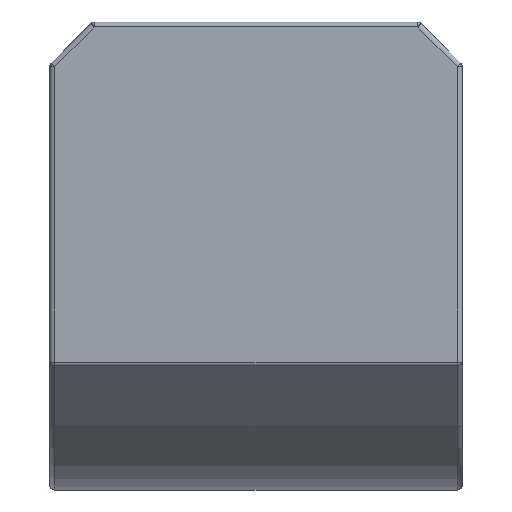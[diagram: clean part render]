
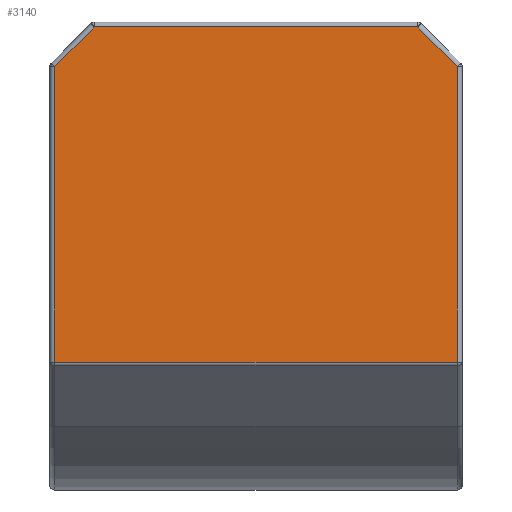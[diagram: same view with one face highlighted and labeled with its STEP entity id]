
A CAD part, top view. The second image highlights one B-rep face of the part: STEP entity #3140.
In plain terms, the highlighted planar face has unit normal (0, 0, 1).
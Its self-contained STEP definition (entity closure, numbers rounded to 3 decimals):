
#1344 = CYLINDRICAL_SURFACE('',#1345,1.);
#1345 = AXIS2_PLACEMENT_3D('',#1346,#1347,#1348);
#1346 = CARTESIAN_POINT('',(40.5,-9.397,42.));
#1347 = DIRECTION('',(0.,1.,0.));
#1348 = DIRECTION('',(0.,0.,-1.));
#1535 = CYLINDRICAL_SURFACE('',#1536,1.);
#1536 = AXIS2_PLACEMENT_3D('',#1537,#1538,#1539);
#1537 = CARTESIAN_POINT('',(33.099,57.401,42.));
#1538 = DIRECTION('',(0.707,-0.707,0.)
  );
#1539 = DIRECTION('',(0.,0.,-1.));
#1650 = CYLINDRICAL_SURFACE('',#1651,1.);
#1651 = AXIS2_PLACEMENT_3D('',#1652,#1653,#1654);
#1652 = CARTESIAN_POINT('',(-40.5,58.,42.));
#1653 = DIRECTION('',(1.,0.,0.));
#1654 = DIRECTION('',(0.,0.,-1.));
#1767 = CYLINDRICAL_SURFACE('',#1768,1.);
#1768 = AXIS2_PLACEMENT_3D('',#1769,#1770,#1771);
#1769 = CARTESIAN_POINT('',(-53.349,37.151,42.));
#1770 = DIRECTION('',(-0.707,-0.707,0.
    ));
#1771 = DIRECTION('',(0.,0.,-1.));
#2044 = CYLINDRICAL_SURFACE('',#2045,1.);
#2045 = AXIS2_PLACEMENT_3D('',#2046,#2047,#2048);
#2046 = CARTESIAN_POINT('',(-40.5,-9.397,42.));
#2047 = DIRECTION('',(0.,1.,0.));
#2048 = DIRECTION('',(0.,0.,-1.));
#2359 = VERTEX_POINT('',#2360);
#2360 = CARTESIAN_POINT('',(40.5,-9.397,43.));
#2387 = EDGE_CURVE('',#2359,#2388,#2390,.T.);
#2388 = VERTEX_POINT('',#2389);
#2389 = CARTESIAN_POINT('',(40.5,50.,43.));
#2390 = SURFACE_CURVE('',#2391,(#2395,#2402),.PCURVE_S1.);
#2391 = LINE('',#2392,#2393);
#2392 = CARTESIAN_POINT('',(40.5,-9.397,43.));
#2393 = VECTOR('',#2394,1.);
#2394 = DIRECTION('',(0.,1.,0.));
#2395 = PCURVE('',#1344,#2396);
#2396 = DEFINITIONAL_REPRESENTATION('',(#2397),#2401);
#2397 = LINE('',#2398,#2399);
#2398 = CARTESIAN_POINT('',(-3.142,0.));
#2399 = VECTOR('',#2400,1.);
#2400 = DIRECTION('',(-0.,1.));
#2401 = ( GEOMETRIC_REPRESENTATION_CONTEXT(2) 
PARAMETRIC_REPRESENTATION_CONTEXT() REPRESENTATION_CONTEXT('2D SPACE',''
  ) );
#2402 = PCURVE('',#2403,#2408);
#2403 = PLANE('',#2404);
#2404 = AXIS2_PLACEMENT_3D('',#2405,#2406,#2407);
#2405 = CARTESIAN_POINT('',(-40.5,-9.397,43.));
#2406 = DIRECTION('',(0.,0.,1.));
#2407 = DIRECTION('',(0.,1.,0.));
#2408 = DEFINITIONAL_REPRESENTATION('',(#2409),#2413);
#2409 = LINE('',#2410,#2411);
#2410 = CARTESIAN_POINT('',(0.,-81.));
#2411 = VECTOR('',#2412,1.);
#2412 = DIRECTION('',(1.,0.));
#2413 = ( GEOMETRIC_REPRESENTATION_CONTEXT(2) 
PARAMETRIC_REPRESENTATION_CONTEXT() REPRESENTATION_CONTEXT('2D SPACE',''
  ) );
#2614 = VERTEX_POINT('',#2615);
#2615 = CARTESIAN_POINT('',(32.5,58.,43.));
#2654 = EDGE_CURVE('',#2614,#2388,#2655,.T.);
#2655 = SURFACE_CURVE('',#2656,(#2660,#2667),.PCURVE_S1.);
#2656 = LINE('',#2657,#2658);
#2657 = CARTESIAN_POINT('',(33.099,57.401,43.));
#2658 = VECTOR('',#2659,1.);
#2659 = DIRECTION('',(0.707,-0.707,0.)
  );
#2660 = PCURVE('',#1535,#2661);
#2661 = DEFINITIONAL_REPRESENTATION('',(#2662),#2666);
#2662 = LINE('',#2663,#2664);
#2663 = CARTESIAN_POINT('',(3.142,0.));
#2664 = VECTOR('',#2665,1.);
#2665 = DIRECTION('',(0.,1.));
#2666 = ( GEOMETRIC_REPRESENTATION_CONTEXT(2) 
PARAMETRIC_REPRESENTATION_CONTEXT() REPRESENTATION_CONTEXT('2D SPACE',''
  ) );
#2667 = PCURVE('',#2403,#2668);
#2668 = DEFINITIONAL_REPRESENTATION('',(#2669),#2673);
#2669 = LINE('',#2670,#2671);
#2670 = CARTESIAN_POINT('',(66.798,-73.599));
#2671 = VECTOR('',#2672,1.);
#2672 = DIRECTION('',(-0.707,-0.707));
#2673 = ( GEOMETRIC_REPRESENTATION_CONTEXT(2) 
PARAMETRIC_REPRESENTATION_CONTEXT() REPRESENTATION_CONTEXT('2D SPACE',''
  ) );
#2708 = VERTEX_POINT('',#2709);
#2709 = CARTESIAN_POINT('',(-32.5,58.,43.));
#2731 = EDGE_CURVE('',#2708,#2614,#2732,.T.);
#2732 = SURFACE_CURVE('',#2733,(#2737,#2744),.PCURVE_S1.);
#2733 = LINE('',#2734,#2735);
#2734 = CARTESIAN_POINT('',(-40.5,58.,43.));
#2735 = VECTOR('',#2736,1.);
#2736 = DIRECTION('',(1.,0.,0.));
#2737 = PCURVE('',#1650,#2738);
#2738 = DEFINITIONAL_REPRESENTATION('',(#2739),#2743);
#2739 = LINE('',#2740,#2741);
#2740 = CARTESIAN_POINT('',(3.142,0.));
#2741 = VECTOR('',#2742,1.);
#2742 = DIRECTION('',(0.,1.));
#2743 = ( GEOMETRIC_REPRESENTATION_CONTEXT(2) 
PARAMETRIC_REPRESENTATION_CONTEXT() REPRESENTATION_CONTEXT('2D SPACE',''
  ) );
#2744 = PCURVE('',#2403,#2745);
#2745 = DEFINITIONAL_REPRESENTATION('',(#2746),#2750);
#2746 = LINE('',#2747,#2748);
#2747 = CARTESIAN_POINT('',(67.397,0.));
#2748 = VECTOR('',#2749,1.);
#2749 = DIRECTION('',(0.,-1.));
#2750 = ( GEOMETRIC_REPRESENTATION_CONTEXT(2) 
PARAMETRIC_REPRESENTATION_CONTEXT() REPRESENTATION_CONTEXT('2D SPACE',''
  ) );
#2802 = EDGE_CURVE('',#2708,#2803,#2805,.T.);
#2803 = VERTEX_POINT('',#2804);
#2804 = CARTESIAN_POINT('',(-40.5,50.,43.));
#2805 = SURFACE_CURVE('',#2806,(#2810,#2817),.PCURVE_S1.);
#2806 = LINE('',#2807,#2808);
#2807 = CARTESIAN_POINT('',(-53.349,37.151,43.));
#2808 = VECTOR('',#2809,1.);
#2809 = DIRECTION('',(-0.707,-0.707,
    0.));
#2810 = PCURVE('',#1767,#2811);
#2811 = DEFINITIONAL_REPRESENTATION('',(#2812),#2816);
#2812 = LINE('',#2813,#2814);
#2813 = CARTESIAN_POINT('',(-3.142,0.));
#2814 = VECTOR('',#2815,1.);
#2815 = DIRECTION('',(-0.,1.));
#2816 = ( GEOMETRIC_REPRESENTATION_CONTEXT(2) 
PARAMETRIC_REPRESENTATION_CONTEXT() REPRESENTATION_CONTEXT('2D SPACE',''
  ) );
#2817 = PCURVE('',#2403,#2818);
#2818 = DEFINITIONAL_REPRESENTATION('',(#2819),#2823);
#2819 = LINE('',#2820,#2821);
#2820 = CARTESIAN_POINT('',(46.548,12.849));
#2821 = VECTOR('',#2822,1.);
#2822 = DIRECTION('',(-0.707,0.707));
#2823 = ( GEOMETRIC_REPRESENTATION_CONTEXT(2) 
PARAMETRIC_REPRESENTATION_CONTEXT() REPRESENTATION_CONTEXT('2D SPACE',''
  ) );
#2896 = VERTEX_POINT('',#2897);
#2897 = CARTESIAN_POINT('',(-40.5,-9.397,43.));
#2924 = EDGE_CURVE('',#2896,#2803,#2925,.T.);
#2925 = SURFACE_CURVE('',#2926,(#2930,#2937),.PCURVE_S1.);
#2926 = LINE('',#2927,#2928);
#2927 = CARTESIAN_POINT('',(-40.5,-9.397,43.));
#2928 = VECTOR('',#2929,1.);
#2929 = DIRECTION('',(0.,1.,0.));
#2930 = PCURVE('',#2044,#2931);
#2931 = DEFINITIONAL_REPRESENTATION('',(#2932),#2936);
#2932 = LINE('',#2933,#2934);
#2933 = CARTESIAN_POINT('',(3.142,0.));
#2934 = VECTOR('',#2935,1.);
#2935 = DIRECTION('',(0.,1.));
#2936 = ( GEOMETRIC_REPRESENTATION_CONTEXT(2) 
PARAMETRIC_REPRESENTATION_CONTEXT() REPRESENTATION_CONTEXT('2D SPACE',''
  ) );
#2937 = PCURVE('',#2403,#2938);
#2938 = DEFINITIONAL_REPRESENTATION('',(#2939),#2943);
#2939 = LINE('',#2940,#2941);
#2940 = CARTESIAN_POINT('',(0.,0.));
#2941 = VECTOR('',#2942,1.);
#2942 = DIRECTION('',(1.,0.));
#2943 = ( GEOMETRIC_REPRESENTATION_CONTEXT(2) 
PARAMETRIC_REPRESENTATION_CONTEXT() REPRESENTATION_CONTEXT('2D SPACE',''
  ) );
#3140 = ADVANCED_FACE('',(#3141),#2403,.T.);
#3141 = FACE_BOUND('',#3142,.T.);
#3142 = EDGE_LOOP('',(#3143,#3144,#3145,#3146,#3172,#3173));
#3143 = ORIENTED_EDGE('',*,*,#2731,.F.);
#3144 = ORIENTED_EDGE('',*,*,#2802,.T.);
#3145 = ORIENTED_EDGE('',*,*,#2924,.F.);
#3146 = ORIENTED_EDGE('',*,*,#3147,.T.);
#3147 = EDGE_CURVE('',#2896,#2359,#3148,.T.);
#3148 = SURFACE_CURVE('',#3149,(#3153,#3160),.PCURVE_S1.);
#3149 = LINE('',#3150,#3151);
#3150 = CARTESIAN_POINT('',(-40.5,-9.397,43.));
#3151 = VECTOR('',#3152,1.);
#3152 = DIRECTION('',(1.,0.,0.));
#3153 = PCURVE('',#2403,#3154);
#3154 = DEFINITIONAL_REPRESENTATION('',(#3155),#3159);
#3155 = LINE('',#3156,#3157);
#3156 = CARTESIAN_POINT('',(0.,0.));
#3157 = VECTOR('',#3158,1.);
#3158 = DIRECTION('',(0.,-1.));
#3159 = ( GEOMETRIC_REPRESENTATION_CONTEXT(2) 
PARAMETRIC_REPRESENTATION_CONTEXT() REPRESENTATION_CONTEXT('2D SPACE',''
  ) );
#3160 = PCURVE('',#3161,#3166);
#3161 = CYLINDRICAL_SURFACE('',#3162,1.);
#3162 = AXIS2_PLACEMENT_3D('',#3163,#3164,#3165);
#3163 = CARTESIAN_POINT('',(-40.5,-9.397,42.));
#3164 = DIRECTION('',(1.,0.,0.));
#3165 = DIRECTION('',(0.,1.,0.));
#3166 = DEFINITIONAL_REPRESENTATION('',(#3167),#3171);
#3167 = LINE('',#3168,#3169);
#3168 = CARTESIAN_POINT('',(1.571,0.));
#3169 = VECTOR('',#3170,1.);
#3170 = DIRECTION('',(0.,1.));
#3171 = ( GEOMETRIC_REPRESENTATION_CONTEXT(2) 
PARAMETRIC_REPRESENTATION_CONTEXT() REPRESENTATION_CONTEXT('2D SPACE',''
  ) );
#3172 = ORIENTED_EDGE('',*,*,#2387,.T.);
#3173 = ORIENTED_EDGE('',*,*,#2654,.F.);
